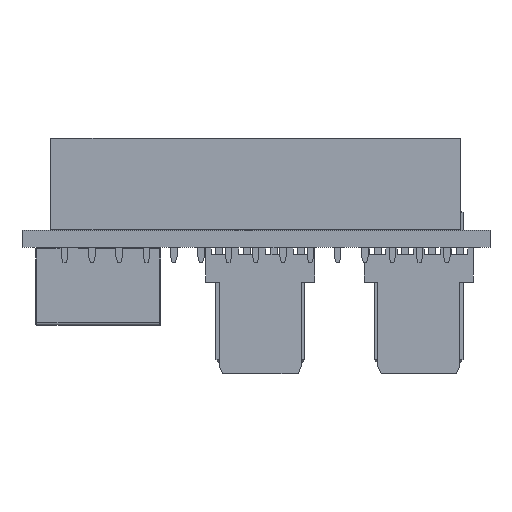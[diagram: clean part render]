
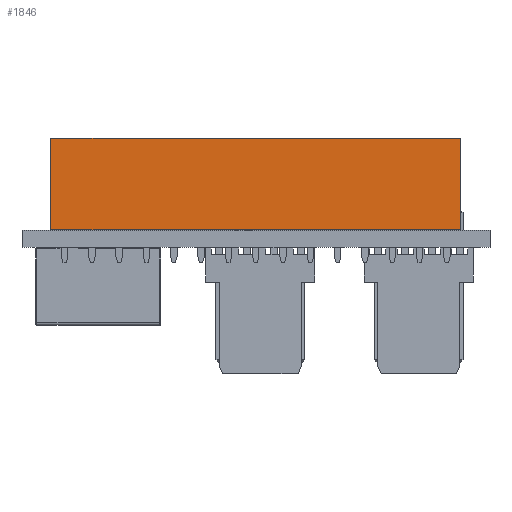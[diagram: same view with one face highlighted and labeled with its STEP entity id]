
A CAD part, front view. The second image highlights one B-rep face of the part: STEP entity #1846.
In plain terms, the highlighted face is planar.
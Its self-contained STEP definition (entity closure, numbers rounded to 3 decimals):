
#123 = VERTEX_POINT('',#124);
#124 = CARTESIAN_POINT('',(-1.27,-36.83,0.));
#132 = EDGE_CURVE('',#123,#133,#135,.T.);
#133 = VERTEX_POINT('',#134);
#134 = CARTESIAN_POINT('',(-1.27,-36.83,8.5));
#135 = LINE('',#136,#137);
#136 = CARTESIAN_POINT('',(-1.27,-36.83,0.));
#137 = VECTOR('',#138,1.);
#138 = DIRECTION('',(0.,0.,1.));
#195 = VERTEX_POINT('',#196);
#196 = CARTESIAN_POINT('',(-1.27,1.27,8.5));
#202 = EDGE_CURVE('',#203,#195,#205,.T.);
#203 = VERTEX_POINT('',#204);
#204 = CARTESIAN_POINT('',(-1.27,1.27,0.));
#205 = LINE('',#206,#207);
#206 = CARTESIAN_POINT('',(-1.27,1.27,0.));
#207 = VECTOR('',#208,1.);
#208 = DIRECTION('',(0.,0.,1.));
#267 = EDGE_CURVE('',#195,#133,#268,.T.);
#268 = LINE('',#269,#270);
#269 = CARTESIAN_POINT('',(-1.27,1.27,8.5));
#270 = VECTOR('',#271,1.);
#271 = DIRECTION('',(0.,-1.,0.));
#800 = EDGE_CURVE('',#203,#123,#801,.T.);
#801 = LINE('',#802,#803);
#802 = CARTESIAN_POINT('',(-1.27,1.27,0.));
#803 = VECTOR('',#804,1.);
#804 = DIRECTION('',(0.,-1.,0.));
#1846 = ADVANCED_FACE('',(#1847),#1853,.F.);
#1847 = FACE_BOUND('',#1848,.F.);
#1848 = EDGE_LOOP('',(#1849,#1850,#1851,#1852));
#1849 = ORIENTED_EDGE('',*,*,#202,.T.);
#1850 = ORIENTED_EDGE('',*,*,#267,.T.);
#1851 = ORIENTED_EDGE('',*,*,#132,.F.);
#1852 = ORIENTED_EDGE('',*,*,#800,.F.);
#1853 = PLANE('',#1854);
#1854 = AXIS2_PLACEMENT_3D('',#1855,#1856,#1857);
#1855 = CARTESIAN_POINT('',(-1.27,1.27,0.));
#1856 = DIRECTION('',(1.,0.,0.));
#1857 = DIRECTION('',(0.,-1.,0.));
